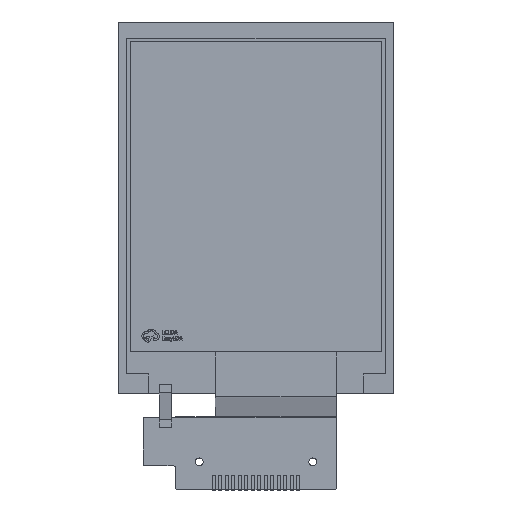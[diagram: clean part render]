
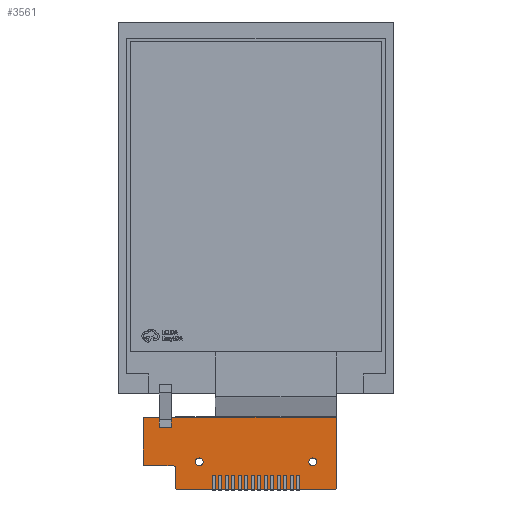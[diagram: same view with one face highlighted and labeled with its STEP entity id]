
A CAD part, top view. The second image highlights one B-rep face of the part: STEP entity #3561.
In plain terms, the highlighted planar face has unit normal (0, 0, 1).
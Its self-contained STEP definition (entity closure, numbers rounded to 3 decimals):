
#3442 = VERTEX_POINT('',#3443);
#3443 = CARTESIAN_POINT('',(-6.519,2.604,
    0.12));
#3449 = EDGE_CURVE('',#3450,#3442,#3452,.T.);
#3450 = VERTEX_POINT('',#3451);
#3451 = CARTESIAN_POINT('',(-7.486,2.604,
    0.12));
#3452 = CIRCLE('',#3453,0.484);
#3453 = AXIS2_PLACEMENT_3D('',#3454,#3455,#3456);
#3454 = CARTESIAN_POINT('',(-7.002,2.604,0.12
    ));
#3455 = DIRECTION('',(0.,0.,1.));
#3456 = DIRECTION('',(1.,0.,-0.));
#3484 = VERTEX_POINT('',#3485);
#3485 = CARTESIAN_POINT('',(7.486,2.604,0.12
    ));
#3491 = EDGE_CURVE('',#3492,#3484,#3494,.T.);
#3492 = VERTEX_POINT('',#3493);
#3493 = CARTESIAN_POINT('',(6.519,2.604,0.12
    ));
#3494 = CIRCLE('',#3495,0.484);
#3495 = AXIS2_PLACEMENT_3D('',#3496,#3497,#3498);
#3496 = CARTESIAN_POINT('',(7.002,2.604,0.12)
  );
#3497 = DIRECTION('',(0.,0.,1.));
#3498 = DIRECTION('',(-1.,0.,0.));
#3535 = VERTEX_POINT('',#3536);
#3536 = CARTESIAN_POINT('',(-9.925,8.135,0.12));
#3561 = ADVANCED_FACE('',(#3562,#3572,#3582,#3616),#3717,.F.);
#3562 = FACE_BOUND('',#3563,.T.);
#3563 = EDGE_LOOP('',(#3564,#3571));
#3564 = ORIENTED_EDGE('',*,*,#3565,.F.);
#3565 = EDGE_CURVE('',#3442,#3450,#3566,.T.);
#3566 = CIRCLE('',#3567,0.484);
#3567 = AXIS2_PLACEMENT_3D('',#3568,#3569,#3570);
#3568 = CARTESIAN_POINT('',(-7.002,2.604,0.12
    ));
#3569 = DIRECTION('',(0.,0.,1.));
#3570 = DIRECTION('',(1.,0.,-0.));
#3571 = ORIENTED_EDGE('',*,*,#3449,.F.);
#3572 = FACE_BOUND('',#3573,.T.);
#3573 = EDGE_LOOP('',(#3574,#3581));
#3574 = ORIENTED_EDGE('',*,*,#3575,.F.);
#3575 = EDGE_CURVE('',#3484,#3492,#3576,.T.);
#3576 = CIRCLE('',#3577,0.484);
#3577 = AXIS2_PLACEMENT_3D('',#3578,#3579,#3580);
#3578 = CARTESIAN_POINT('',(7.002,2.604,0.12)
  );
#3579 = DIRECTION('',(0.,0.,1.));
#3580 = DIRECTION('',(-1.,0.,0.));
#3581 = ORIENTED_EDGE('',*,*,#3491,.F.);
#3582 = FACE_BOUND('',#3583,.T.);
#3583 = EDGE_LOOP('',(#3584,#3594,#3602,#3610));
#3584 = ORIENTED_EDGE('',*,*,#3585,.F.);
#3585 = EDGE_CURVE('',#3586,#3588,#3590,.T.);
#3586 = VERTEX_POINT('',#3587);
#3587 = CARTESIAN_POINT('',(-10.425,7.81,0.12));
#3588 = VERTEX_POINT('',#3589);
#3589 = CARTESIAN_POINT('',(-11.925,7.81,0.12));
#3590 = LINE('',#3591,#3592);
#3591 = CARTESIAN_POINT('',(-10.425,7.81,0.12));
#3592 = VECTOR('',#3593,1.);
#3593 = DIRECTION('',(-1.,0.,0.));
#3594 = ORIENTED_EDGE('',*,*,#3595,.F.);
#3595 = EDGE_CURVE('',#3596,#3586,#3598,.T.);
#3596 = VERTEX_POINT('',#3597);
#3597 = CARTESIAN_POINT('',(-10.425,6.832,0.12));
#3598 = LINE('',#3599,#3600);
#3599 = CARTESIAN_POINT('',(-10.425,6.832,0.12));
#3600 = VECTOR('',#3601,1.);
#3601 = DIRECTION('',(0.,1.,0.));
#3602 = ORIENTED_EDGE('',*,*,#3603,.T.);
#3603 = EDGE_CURVE('',#3596,#3604,#3606,.T.);
#3604 = VERTEX_POINT('',#3605);
#3605 = CARTESIAN_POINT('',(-11.925,6.832,0.12));
#3606 = LINE('',#3607,#3608);
#3607 = CARTESIAN_POINT('',(-10.425,6.832,0.12));
#3608 = VECTOR('',#3609,1.);
#3609 = DIRECTION('',(-1.,0.,0.));
#3610 = ORIENTED_EDGE('',*,*,#3611,.T.);
#3611 = EDGE_CURVE('',#3604,#3588,#3612,.T.);
#3612 = LINE('',#3613,#3614);
#3613 = CARTESIAN_POINT('',(-11.925,6.832,0.12));
#3614 = VECTOR('',#3615,1.);
#3615 = DIRECTION('',(0.,1.,0.));
#3616 = FACE_BOUND('',#3617,.T.);
#3617 = EDGE_LOOP('',(#3618,#3628,#3637,#3645,#3651,#3659,#3668,#3676,
    #3685,#3693,#3702,#3710));
#3618 = ORIENTED_EDGE('',*,*,#3619,.F.);
#3619 = EDGE_CURVE('',#3620,#3622,#3624,.T.);
#3620 = VERTEX_POINT('',#3621);
#3621 = CARTESIAN_POINT('',(9.625,-0.865,0.12));
#3622 = VERTEX_POINT('',#3623);
#3623 = CARTESIAN_POINT('',(-9.625,-0.865,0.12));
#3624 = LINE('',#3625,#3626);
#3625 = CARTESIAN_POINT('',(9.925,-0.865,0.12));
#3626 = VECTOR('',#3627,1.);
#3627 = DIRECTION('',(-1.,-0.,-0.));
#3628 = ORIENTED_EDGE('',*,*,#3629,.T.);
#3629 = EDGE_CURVE('',#3620,#3630,#3632,.T.);
#3630 = VERTEX_POINT('',#3631);
#3631 = CARTESIAN_POINT('',(9.925,-0.565,0.12));
#3632 = CIRCLE('',#3633,0.3);
#3633 = AXIS2_PLACEMENT_3D('',#3634,#3635,#3636);
#3634 = CARTESIAN_POINT('',(9.625,-0.565,0.12));
#3635 = DIRECTION('',(0.,0.,1.));
#3636 = DIRECTION('',(0.,1.,0.));
#3637 = ORIENTED_EDGE('',*,*,#3638,.F.);
#3638 = EDGE_CURVE('',#3639,#3630,#3641,.T.);
#3639 = VERTEX_POINT('',#3640);
#3640 = CARTESIAN_POINT('',(9.925,8.135,0.12));
#3641 = LINE('',#3642,#3643);
#3642 = CARTESIAN_POINT('',(9.925,8.135,0.12));
#3643 = VECTOR('',#3644,1.);
#3644 = DIRECTION('',(0.,-1.,0.));
#3645 = ORIENTED_EDGE('',*,*,#3646,.T.);
#3646 = EDGE_CURVE('',#3639,#3535,#3647,.T.);
#3647 = LINE('',#3648,#3649);
#3648 = CARTESIAN_POINT('',(9.925,8.135,0.12));
#3649 = VECTOR('',#3650,1.);
#3650 = DIRECTION('',(-1.,-0.,-0.));
#3651 = ORIENTED_EDGE('',*,*,#3652,.T.);
#3652 = EDGE_CURVE('',#3535,#3653,#3655,.T.);
#3653 = VERTEX_POINT('',#3654);
#3654 = CARTESIAN_POINT('',(-13.625,8.135,0.12));
#3655 = LINE('',#3656,#3657);
#3656 = CARTESIAN_POINT('',(-9.925,8.135,0.12));
#3657 = VECTOR('',#3658,1.);
#3658 = DIRECTION('',(-1.,0.,0.));
#3659 = ORIENTED_EDGE('',*,*,#3660,.T.);
#3660 = EDGE_CURVE('',#3653,#3661,#3663,.T.);
#3661 = VERTEX_POINT('',#3662);
#3662 = CARTESIAN_POINT('',(-13.925,7.835,0.12));
#3663 = CIRCLE('',#3664,0.3);
#3664 = AXIS2_PLACEMENT_3D('',#3665,#3666,#3667);
#3665 = CARTESIAN_POINT('',(-13.625,7.835,0.12));
#3666 = DIRECTION('',(0.,0.,1.));
#3667 = DIRECTION('',(0.,1.,0.));
#3668 = ORIENTED_EDGE('',*,*,#3669,.T.);
#3669 = EDGE_CURVE('',#3661,#3670,#3672,.T.);
#3670 = VERTEX_POINT('',#3671);
#3671 = CARTESIAN_POINT('',(-13.925,2.435,0.12));
#3672 = LINE('',#3673,#3674);
#3673 = CARTESIAN_POINT('',(-13.925,8.135,0.12));
#3674 = VECTOR('',#3675,1.);
#3675 = DIRECTION('',(0.,-1.,0.));
#3676 = ORIENTED_EDGE('',*,*,#3677,.T.);
#3677 = EDGE_CURVE('',#3670,#3678,#3680,.T.);
#3678 = VERTEX_POINT('',#3679);
#3679 = CARTESIAN_POINT('',(-13.625,2.135,0.12));
#3680 = CIRCLE('',#3681,0.3);
#3681 = AXIS2_PLACEMENT_3D('',#3682,#3683,#3684);
#3682 = CARTESIAN_POINT('',(-13.625,2.435,0.12));
#3683 = DIRECTION('',(0.,0.,1.));
#3684 = DIRECTION('',(0.,1.,0.));
#3685 = ORIENTED_EDGE('',*,*,#3686,.T.);
#3686 = EDGE_CURVE('',#3678,#3687,#3689,.T.);
#3687 = VERTEX_POINT('',#3688);
#3688 = CARTESIAN_POINT('',(-10.225,2.135,0.12));
#3689 = LINE('',#3690,#3691);
#3690 = CARTESIAN_POINT('',(-9.925,2.135,0.12));
#3691 = VECTOR('',#3692,1.);
#3692 = DIRECTION('',(1.,0.,0.));
#3693 = ORIENTED_EDGE('',*,*,#3694,.T.);
#3694 = EDGE_CURVE('',#3687,#3695,#3697,.T.);
#3695 = VERTEX_POINT('',#3696);
#3696 = CARTESIAN_POINT('',(-9.925,1.835,0.12));
#3697 = CIRCLE('',#3698,0.3);
#3698 = AXIS2_PLACEMENT_3D('',#3699,#3700,#3701);
#3699 = CARTESIAN_POINT('',(-10.225,1.835,0.12));
#3700 = DIRECTION('',(0.,0.,-1.));
#3701 = DIRECTION('',(0.,1.,0.));
#3702 = ORIENTED_EDGE('',*,*,#3703,.T.);
#3703 = EDGE_CURVE('',#3695,#3704,#3706,.T.);
#3704 = VERTEX_POINT('',#3705);
#3705 = CARTESIAN_POINT('',(-9.925,-0.565,0.12));
#3706 = LINE('',#3707,#3708);
#3707 = CARTESIAN_POINT('',(-9.925,8.135,0.12));
#3708 = VECTOR('',#3709,1.);
#3709 = DIRECTION('',(0.,-1.,0.));
#3710 = ORIENTED_EDGE('',*,*,#3711,.T.);
#3711 = EDGE_CURVE('',#3704,#3622,#3712,.T.);
#3712 = CIRCLE('',#3713,0.3);
#3713 = AXIS2_PLACEMENT_3D('',#3714,#3715,#3716);
#3714 = CARTESIAN_POINT('',(-9.625,-0.565,0.12));
#3715 = DIRECTION('',(0.,0.,1.));
#3716 = DIRECTION('',(0.,1.,0.));
#3717 = PLANE('',#3718);
#3718 = AXIS2_PLACEMENT_3D('',#3719,#3720,#3721);
#3719 = CARTESIAN_POINT('',(9.925,8.135,0.12));
#3720 = DIRECTION('',(0.,0.,-1.));
#3721 = DIRECTION('',(0.,1.,0.));
